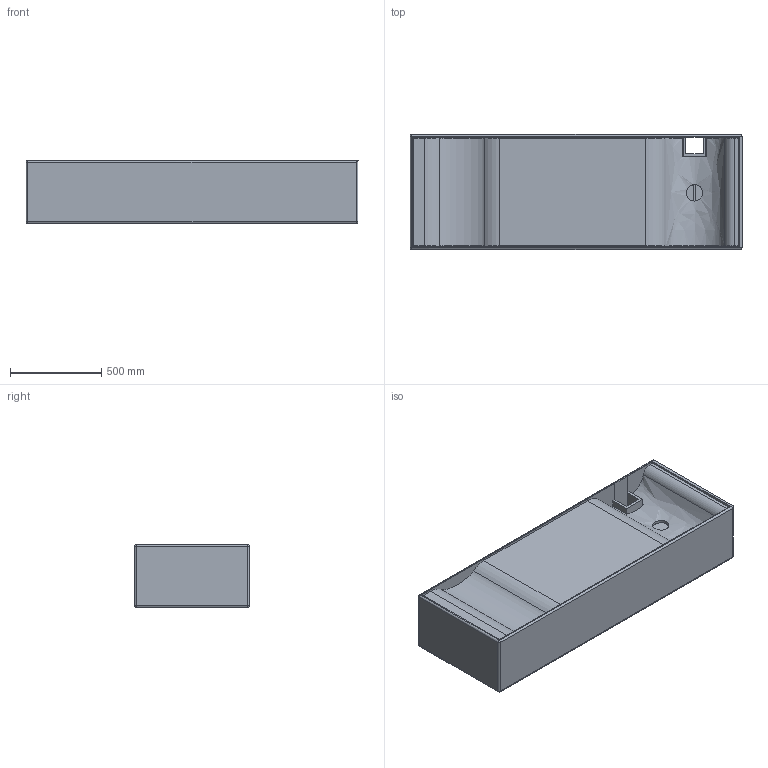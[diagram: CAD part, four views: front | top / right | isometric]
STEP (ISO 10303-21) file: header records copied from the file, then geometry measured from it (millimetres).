
FILE_DESCRIPTION(/* description */ (''),/* implementation_level */ '2;1');
FILE_NAME(/* name */ '661c6b8d-24b8-43fc-935b-f227977571d5.stp',/* time_stamp */ '2019-02-27T11:06:30+00:00',/* author */ (''),/* organization */ (''),/* preprocessor_version */ 'ST-DEVELOPER v17.2',/* originating_system */ 'Autodesk Translation Framework v7.6.0.251',/* authorisation */ '');
FILE_SCHEMA (('AUTOMOTIVE_DESIGN { 1 0 10303 214 3 1 1 }'));
Length unit declared in the file: millimetre
Products named in the file (1): TaskCamLong_3DPrinted
Bounding box: 1820 x 630 x 345 mm (x, y, z)
Volume: 85267860.1 mm3; surface area: 11796680.3 mm2
Topology: 13 solids, 13 shells, 178 faces, 424 edges, 272 vertices
Faces by surface type: plane 141, cylinder 28, sphere 6, bspline 3
Full cylindrical faces by diameter (mm): 60 x3, 90 x1, 100 x3
Entity records: 5903 total; most frequent: CARTESIAN_POINT 1688, ORIENTED_EDGE 848, DIRECTION 822, EDGE_CURVE 424, LINE 352, VECTOR 352, VERTEX_POINT 272, AXIS2_PLACEMENT_3D 235
